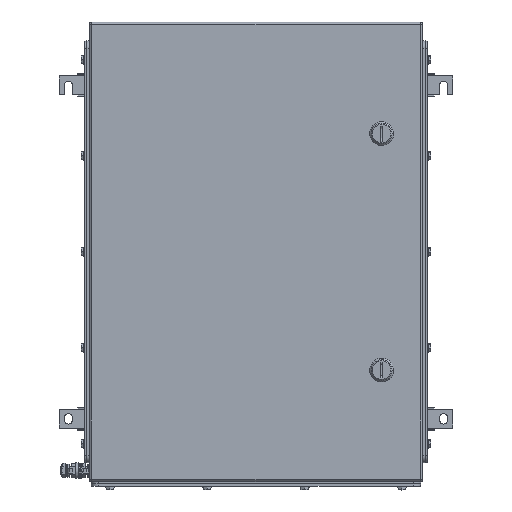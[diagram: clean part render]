
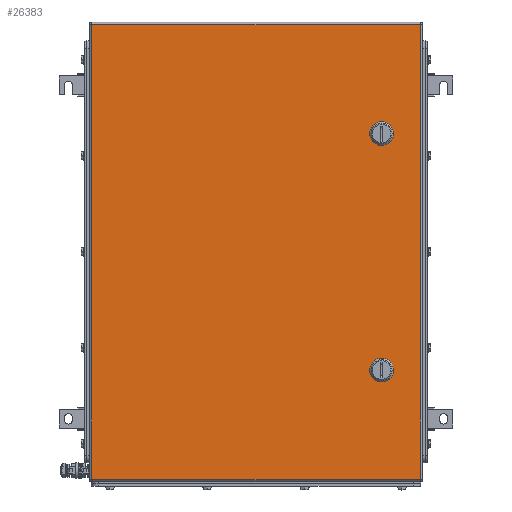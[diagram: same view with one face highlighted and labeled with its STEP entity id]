
A CAD part, top view. The second image highlights one B-rep face of the part: STEP entity #26383.
In plain terms, the highlighted planar face has unit normal (0, 0, 1).
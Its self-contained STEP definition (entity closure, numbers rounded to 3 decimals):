
#26197=AXIS2_PLACEMENT_3D('Circle Axis2P3D',#26195,#26196,$) ;
#26224=AXIS2_PLACEMENT_3D('Plane Axis2P3D',#26221,#26222,#26223) ;
#26269=AXIS2_PLACEMENT_3D('Circle Axis2P3D',#26267,#26268,$) ;
#26283=AXIS2_PLACEMENT_3D('Circle Axis2P3D',#26281,#26282,$) ;
#26297=AXIS2_PLACEMENT_3D('Circle Axis2P3D',#26295,#26296,$) ;
#26319=AXIS2_PLACEMENT_3D('Circle Axis2P3D',#26317,#26318,$) ;
#26335=AXIS2_PLACEMENT_3D('Circle Axis2P3D',#26333,#26334,$) ;
#26349=AXIS2_PLACEMENT_3D('Circle Axis2P3D',#26347,#26348,$) ;
#26363=AXIS2_PLACEMENT_3D('Circle Axis2P3D',#26361,#26362,$) ;
#26192=CARTESIAN_POINT('Vertex',(440.056,470.45,153.5)) ;
#26195=CARTESIAN_POINT('Axis2P3D Location',(435.,480.5,153.5)) ;
#26199=CARTESIAN_POINT('Vertex',(445.05,475.444,153.5)) ;
#26221=CARTESIAN_POINT('Axis2P3D Location',(265.5,321.,153.5)) ;
#26226=CARTESIAN_POINT('Line Origine',(265.5,627.5,153.5)) ;
#26230=CARTESIAN_POINT('Vertex',(487.,627.5,153.5)) ;
#26232=CARTESIAN_POINT('Vertex',(44.,627.5,153.5)) ;
#26235=CARTESIAN_POINT('Line Origine',(44.,321.,153.5)) ;
#26239=CARTESIAN_POINT('Vertex',(44.,14.5,153.5)) ;
#26242=CARTESIAN_POINT('Line Origine',(265.5,14.5,153.5)) ;
#26246=CARTESIAN_POINT('Vertex',(487.,14.5,153.5)) ;
#26249=CARTESIAN_POINT('Line Origine',(487.,321.,153.5)) ;
#26260=CARTESIAN_POINT('Line Origine',(435.,470.45,153.5)) ;
#26264=CARTESIAN_POINT('Vertex',(429.944,470.45,153.5)) ;
#26267=CARTESIAN_POINT('Axis2P3D Location',(435.,480.5,153.5)) ;
#26271=CARTESIAN_POINT('Vertex',(424.95,475.444,153.5)) ;
#26274=CARTESIAN_POINT('Line Origine',(424.95,480.5,153.5)) ;
#26278=CARTESIAN_POINT('Vertex',(424.95,485.556,153.5)) ;
#26281=CARTESIAN_POINT('Axis2P3D Location',(435.,480.5,153.5)) ;
#26285=CARTESIAN_POINT('Vertex',(429.944,490.55,153.5)) ;
#26288=CARTESIAN_POINT('Line Origine',(435.,490.55,153.5)) ;
#26292=CARTESIAN_POINT('Vertex',(440.056,490.55,153.5)) ;
#26295=CARTESIAN_POINT('Axis2P3D Location',(435.,480.5,153.5)) ;
#26299=CARTESIAN_POINT('Vertex',(445.05,485.556,153.5)) ;
#26302=CARTESIAN_POINT('Line Origine',(445.05,480.5,153.5)) ;
#26317=CARTESIAN_POINT('Axis2P3D Location',(435.,161.5,153.5)) ;
#26321=CARTESIAN_POINT('Vertex',(440.056,151.45,153.5)) ;
#26323=CARTESIAN_POINT('Vertex',(445.05,156.444,153.5)) ;
#26326=CARTESIAN_POINT('Line Origine',(435.,151.45,153.5)) ;
#26330=CARTESIAN_POINT('Vertex',(429.944,151.45,153.5)) ;
#26333=CARTESIAN_POINT('Axis2P3D Location',(435.,161.5,153.5)) ;
#26337=CARTESIAN_POINT('Vertex',(424.95,156.444,153.5)) ;
#26340=CARTESIAN_POINT('Line Origine',(424.95,161.5,153.5)) ;
#26344=CARTESIAN_POINT('Vertex',(424.95,166.556,153.5)) ;
#26347=CARTESIAN_POINT('Axis2P3D Location',(435.,161.5,153.5)) ;
#26351=CARTESIAN_POINT('Vertex',(429.944,171.55,153.5)) ;
#26354=CARTESIAN_POINT('Line Origine',(435.,171.55,153.5)) ;
#26358=CARTESIAN_POINT('Vertex',(440.056,171.55,153.5)) ;
#26361=CARTESIAN_POINT('Axis2P3D Location',(435.,161.5,153.5)) ;
#26365=CARTESIAN_POINT('Vertex',(445.05,166.556,153.5)) ;
#26368=CARTESIAN_POINT('Line Origine',(445.05,161.5,153.5)) ;
#26196=DIRECTION('Axis2P3D Direction',(0.,0.,1.)) ;
#26222=DIRECTION('Axis2P3D Direction',(0.,0.,1.)) ;
#26223=DIRECTION('Axis2P3D XDirection',(1.,0.,0.)) ;
#26227=DIRECTION('Vector Direction',(1.,0.,0.)) ;
#26236=DIRECTION('Vector Direction',(0.,-1.,0.)) ;
#26243=DIRECTION('Vector Direction',(1.,0.,0.)) ;
#26250=DIRECTION('Vector Direction',(0.,1.,0.)) ;
#26261=DIRECTION('Vector Direction',(1.,0.,0.)) ;
#26268=DIRECTION('Axis2P3D Direction',(0.,0.,1.)) ;
#26275=DIRECTION('Vector Direction',(0.,1.,0.)) ;
#26282=DIRECTION('Axis2P3D Direction',(0.,0.,1.)) ;
#26289=DIRECTION('Vector Direction',(1.,0.,0.)) ;
#26296=DIRECTION('Axis2P3D Direction',(0.,0.,1.)) ;
#26303=DIRECTION('Vector Direction',(0.,-1.,0.)) ;
#26318=DIRECTION('Axis2P3D Direction',(0.,0.,1.)) ;
#26327=DIRECTION('Vector Direction',(1.,0.,0.)) ;
#26334=DIRECTION('Axis2P3D Direction',(0.,0.,1.)) ;
#26341=DIRECTION('Vector Direction',(0.,1.,0.)) ;
#26348=DIRECTION('Axis2P3D Direction',(0.,0.,1.)) ;
#26355=DIRECTION('Vector Direction',(1.,0.,0.)) ;
#26362=DIRECTION('Axis2P3D Direction',(0.,0.,1.)) ;
#26369=DIRECTION('Vector Direction',(0.,-1.,0.)) ;
#26228=VECTOR('Line Direction',#26227,1.) ;
#26237=VECTOR('Line Direction',#26236,1.) ;
#26244=VECTOR('Line Direction',#26243,1.) ;
#26251=VECTOR('Line Direction',#26250,1.) ;
#26262=VECTOR('Line Direction',#26261,1.) ;
#26276=VECTOR('Line Direction',#26275,1.) ;
#26290=VECTOR('Line Direction',#26289,1.) ;
#26304=VECTOR('Line Direction',#26303,1.) ;
#26328=VECTOR('Line Direction',#26327,1.) ;
#26342=VECTOR('Line Direction',#26341,1.) ;
#26356=VECTOR('Line Direction',#26355,1.) ;
#26370=VECTOR('Line Direction',#26369,1.) ;
#26255=ORIENTED_EDGE('',*,*,#26234,.T.) ;
#26256=ORIENTED_EDGE('',*,*,#26241,.T.) ;
#26257=ORIENTED_EDGE('',*,*,#26248,.T.) ;
#26258=ORIENTED_EDGE('',*,*,#26253,.T.) ;
#26308=ORIENTED_EDGE('',*,*,#26266,.F.) ;
#26309=ORIENTED_EDGE('',*,*,#26273,.F.) ;
#26310=ORIENTED_EDGE('',*,*,#26280,.T.) ;
#26311=ORIENTED_EDGE('',*,*,#26287,.F.) ;
#26312=ORIENTED_EDGE('',*,*,#26294,.T.) ;
#26313=ORIENTED_EDGE('',*,*,#26301,.F.) ;
#26314=ORIENTED_EDGE('',*,*,#26306,.T.) ;
#26315=ORIENTED_EDGE('',*,*,#26201,.F.) ;
#26374=ORIENTED_EDGE('',*,*,#26325,.F.) ;
#26375=ORIENTED_EDGE('',*,*,#26332,.F.) ;
#26376=ORIENTED_EDGE('',*,*,#26339,.F.) ;
#26377=ORIENTED_EDGE('',*,*,#26346,.T.) ;
#26378=ORIENTED_EDGE('',*,*,#26353,.F.) ;
#26379=ORIENTED_EDGE('',*,*,#26360,.T.) ;
#26380=ORIENTED_EDGE('',*,*,#26367,.F.) ;
#26381=ORIENTED_EDGE('',*,*,#26372,.T.) ;
#26316=FACE_BOUND('',#26307,.T.) ;
#26382=FACE_BOUND('',#26373,.T.) ;
#26383=ADVANCED_FACE('ZUB_KTB_QL_624515_3GP_AllCATPart_AllCATPart.2\\ZUB_KTB_QL_624515_3GP_AllCATPart.2\\ZUB_DE_KTB_QL.1\\DE_KTB_MH_PART_MASTER.1\\Koerper.2',(#26259,#26316,#26382),#26225,.T.) ;
#26198=CIRCLE('generated circle',#26197,11.25) ;
#26270=CIRCLE('generated circle',#26269,11.25) ;
#26284=CIRCLE('generated circle',#26283,11.25) ;
#26298=CIRCLE('generated circle',#26297,11.25) ;
#26320=CIRCLE('generated circle',#26319,11.25) ;
#26336=CIRCLE('generated circle',#26335,11.25) ;
#26350=CIRCLE('generated circle',#26349,11.25) ;
#26364=CIRCLE('generated circle',#26363,11.25) ;
#26201=EDGE_CURVE('',#26193,#26200,#26198,.T.) ;
#26234=EDGE_CURVE('',#26231,#26233,#26229,.F.) ;
#26241=EDGE_CURVE('',#26233,#26240,#26238,.T.) ;
#26248=EDGE_CURVE('',#26240,#26247,#26245,.T.) ;
#26253=EDGE_CURVE('',#26247,#26231,#26252,.T.) ;
#26266=EDGE_CURVE('',#26265,#26193,#26263,.T.) ;
#26273=EDGE_CURVE('',#26272,#26265,#26270,.T.) ;
#26280=EDGE_CURVE('',#26272,#26279,#26277,.T.) ;
#26287=EDGE_CURVE('',#26286,#26279,#26284,.T.) ;
#26294=EDGE_CURVE('',#26286,#26293,#26291,.T.) ;
#26301=EDGE_CURVE('',#26300,#26293,#26298,.T.) ;
#26306=EDGE_CURVE('',#26300,#26200,#26305,.T.) ;
#26325=EDGE_CURVE('',#26322,#26324,#26320,.T.) ;
#26332=EDGE_CURVE('',#26331,#26322,#26329,.T.) ;
#26339=EDGE_CURVE('',#26338,#26331,#26336,.T.) ;
#26346=EDGE_CURVE('',#26338,#26345,#26343,.T.) ;
#26353=EDGE_CURVE('',#26352,#26345,#26350,.T.) ;
#26360=EDGE_CURVE('',#26352,#26359,#26357,.T.) ;
#26367=EDGE_CURVE('',#26366,#26359,#26364,.T.) ;
#26372=EDGE_CURVE('',#26366,#26324,#26371,.T.) ;
#26254=EDGE_LOOP('',(#26255,#26256,#26257,#26258)) ;
#26307=EDGE_LOOP('',(#26308,#26309,#26310,#26311,#26312,#26313,#26314,#26315)) ;
#26373=EDGE_LOOP('',(#26374,#26375,#26376,#26377,#26378,#26379,#26380,#26381)) ;
#26259=FACE_OUTER_BOUND('',#26254,.T.) ;
#26229=LINE('Line',#26226,#26228) ;
#26238=LINE('Line',#26235,#26237) ;
#26245=LINE('Line',#26242,#26244) ;
#26252=LINE('Line',#26249,#26251) ;
#26263=LINE('Line',#26260,#26262) ;
#26277=LINE('Line',#26274,#26276) ;
#26291=LINE('Line',#26288,#26290) ;
#26305=LINE('Line',#26302,#26304) ;
#26329=LINE('Line',#26326,#26328) ;
#26343=LINE('Line',#26340,#26342) ;
#26357=LINE('Line',#26354,#26356) ;
#26371=LINE('Line',#26368,#26370) ;
#26225=PLANE('',#26224) ;
#26193=VERTEX_POINT('',#26192) ;
#26200=VERTEX_POINT('',#26199) ;
#26231=VERTEX_POINT('',#26230) ;
#26233=VERTEX_POINT('',#26232) ;
#26240=VERTEX_POINT('',#26239) ;
#26247=VERTEX_POINT('',#26246) ;
#26265=VERTEX_POINT('',#26264) ;
#26272=VERTEX_POINT('',#26271) ;
#26279=VERTEX_POINT('',#26278) ;
#26286=VERTEX_POINT('',#26285) ;
#26293=VERTEX_POINT('',#26292) ;
#26300=VERTEX_POINT('',#26299) ;
#26322=VERTEX_POINT('',#26321) ;
#26324=VERTEX_POINT('',#26323) ;
#26331=VERTEX_POINT('',#26330) ;
#26338=VERTEX_POINT('',#26337) ;
#26345=VERTEX_POINT('',#26344) ;
#26352=VERTEX_POINT('',#26351) ;
#26359=VERTEX_POINT('',#26358) ;
#26366=VERTEX_POINT('',#26365) ;
